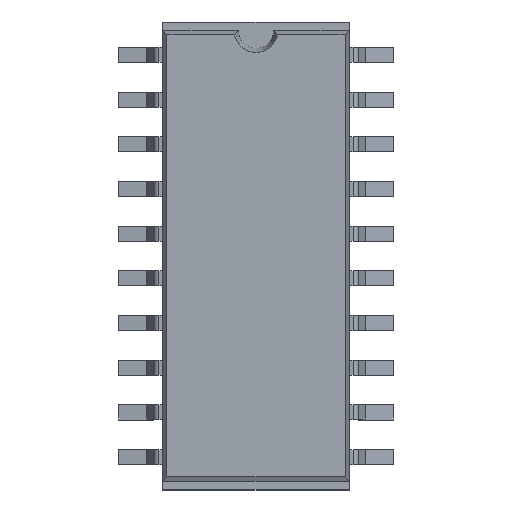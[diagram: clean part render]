
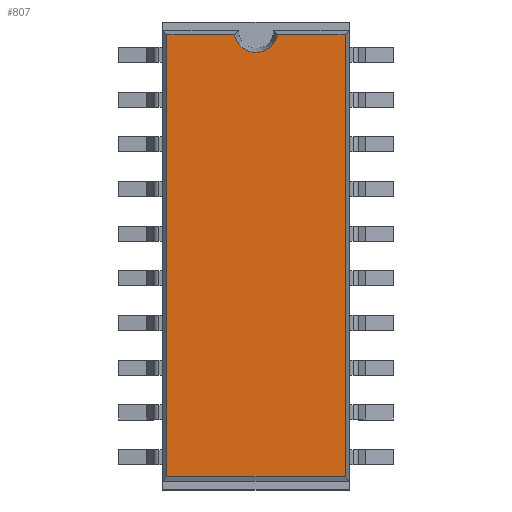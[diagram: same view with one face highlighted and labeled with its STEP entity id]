
A CAD part, top view. The second image highlights one B-rep face of the part: STEP entity #807.
In plain terms, the highlighted planar face has unit normal (0, 0, 1).
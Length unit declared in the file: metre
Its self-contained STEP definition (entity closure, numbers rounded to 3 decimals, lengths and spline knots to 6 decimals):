
#807=ADVANCED_FACE('0:72',(#1509),#1510,.F.);
#1509=FACE_OUTER_BOUND('',#2327,.T.);
#1510=PLANE('',#2328);
#2327=EDGE_LOOP('',(#3176,#3177,#3178,#3179,#3180,#3181,#3182));
#2328=AXIS2_PLACEMENT_3D('',#3183,#3184,#3185);
#3176=ORIENTED_EDGE('',*,*,#5486,.T.);
#3177=ORIENTED_EDGE('',*,*,#5477,.T.);
#3178=ORIENTED_EDGE('',*,*,#5483,.T.);
#3179=ORIENTED_EDGE('',*,*,#5489,.T.);
#3180=ORIENTED_EDGE('',*,*,#5516,.T.);
#3181=ORIENTED_EDGE('',*,*,#5517,.T.);
#3182=ORIENTED_EDGE('',*,*,#5518,.T.);
#3183=CARTESIAN_POINT('',(0.00265,-0.0064,0.0016));
#3184=DIRECTION('',(0.,0.,-1.0));
#3185=DIRECTION('',(0.,1.0,0.));
#5477=EDGE_CURVE('0:120',#6410,#6407,#6411,.T.);
#5483=EDGE_CURVE('0:120',#6407,#6418,#6420,.T.);
#5486=EDGE_CURVE('0:129',#6424,#6410,#6425,.T.);
#5489=EDGE_CURVE('0:135',#6418,#6428,#6429,.T.);
#5516=EDGE_CURVE('0:204',#6428,#6475,#6476,.T.);
#5517=EDGE_CURVE('0:207',#6475,#6477,#6478,.T.);
#5518=EDGE_CURVE('0:210',#6477,#6424,#6479,.T.);
#6407=VERTEX_POINT('',#7768);
#6410=VERTEX_POINT('NONE',#7772);
#6411=CIRCLE('',#7773,0.000619);
#6418=VERTEX_POINT('NONE',#7783);
#6420=CIRCLE('',#7788,0.000619);
#6424=VERTEX_POINT('NONE',#7793);
#6425=LINE('',#7794,#7795);
#6428=VERTEX_POINT('NONE',#7799);
#6429=LINE('',#7800,#7801);
#6475=VERTEX_POINT('NONE',#7869);
#6476=LINE('',#7870,#7871);
#6477=VERTEX_POINT('NONE',#7872);
#6478=LINE('',#7873,#7874);
#6479=LINE('',#7875,#7876);
#7768=CARTESIAN_POINT('',(0.,0.005781,0.0016));
#7772=CARTESIAN_POINT('',(0.000607,0.006281,0.0016));
#7773=AXIS2_PLACEMENT_3D('',#9698,#9699,#9700);
#7783=CARTESIAN_POINT('',(-0.000607,0.006281,0.0016));
#7788=AXIS2_PLACEMENT_3D('',#9707,#9708,#9709);
#7793=CARTESIAN_POINT('',(0.002531,0.006281,0.0016));
#7794=CARTESIAN_POINT('',(0.00265,0.006281,0.0016));
#7795=VECTOR('',#9711,1.0);
#7799=CARTESIAN_POINT('',(-0.002531,0.006281,0.0016));
#7800=CARTESIAN_POINT('',(0.00265,0.006281,0.0016));
#7801=VECTOR('',#9713,1.0);
#7869=CARTESIAN_POINT('',(-0.002531,-0.006281,0.0016));
#7870=CARTESIAN_POINT('',(-0.002531,-0.0064,0.0016));
#7871=VECTOR('',#9736,1.0);
#7872=CARTESIAN_POINT('',(0.002531,-0.006281,0.0016));
#7873=CARTESIAN_POINT('',(0.00265,-0.006281,0.0016));
#7874=VECTOR('',#9737,1.0);
#7875=CARTESIAN_POINT('',(0.002531,-0.0064,0.0016));
#7876=VECTOR('',#9738,1.0);
#9698=CARTESIAN_POINT('',(0.,0.0064,0.0016));
#9699=DIRECTION('',(0.0,0.0,-1.0));
#9700=DIRECTION('',(1.0,0.,0.0));
#9707=CARTESIAN_POINT('',(0.,0.0064,0.0016));
#9708=DIRECTION('',(0.0,0.0,-1.0));
#9709=DIRECTION('',(1.0,0.,0.0));
#9711=DIRECTION('',(-1.0,0.,0.));
#9713=DIRECTION('',(-1.0,0.,0.));
#9736=DIRECTION('',(0.,-1.0,0.0));
#9737=DIRECTION('',(1.0,0.,0.));
#9738=DIRECTION('',(0.,1.0,0.0));
